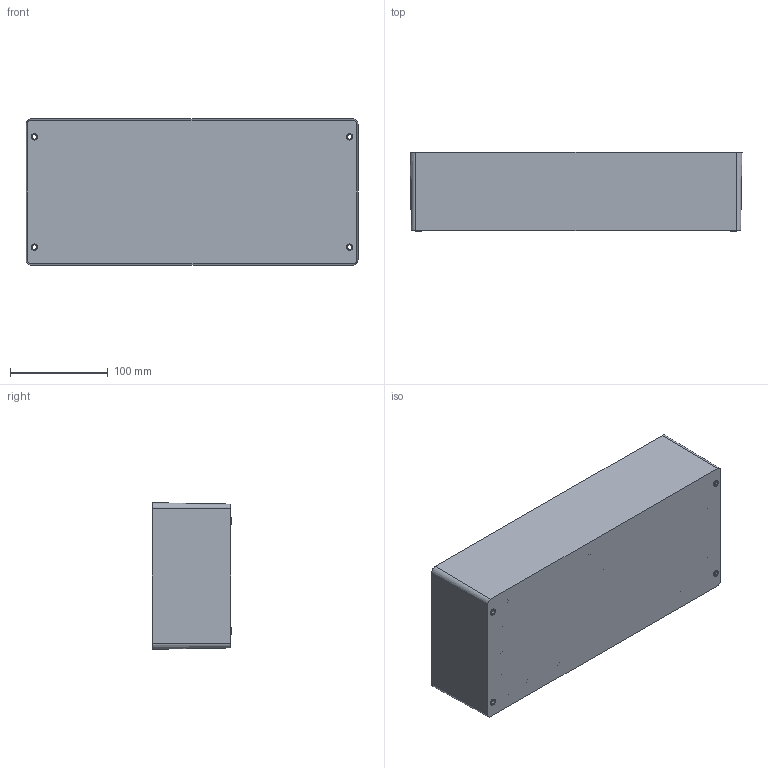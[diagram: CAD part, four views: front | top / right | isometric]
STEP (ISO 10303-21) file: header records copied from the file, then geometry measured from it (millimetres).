
FILE_DESCRIPTION (( 'STEP AP203' ), '1' );
FILE_NAME ('FIBOX_EU153408B.STEP', '2005-08-31T10:01:09', ( ' ' ), ( ' ' ), 'SwSTEP 2.0', 'SolidWorks 2005187', '' );
FILE_SCHEMA (( 'CONFIG_CONTROL_DESIGN' ));
Length unit declared in the file: millimetre
Products named in the file (1): FIBOX_EU153408B
Bounding box: 340.2 x 81 x 150.2 mm (x, y, z)
Volume: 513034.7 mm3; surface area: 267775.8 mm2
Topology: 1 solids, 1 shells, 356 faces, 831 edges, 554 vertices
Faces by surface type: cylinder 176, plane 168, cone 12
Entity records: 10404 total; most frequent: DIRECTION 1921, CARTESIAN_POINT 1742, ORIENTED_EDGE 1662, EDGE_CURVE 831, AXIS2_PLACEMENT_3D 733, VERTEX_POINT 554, VECTOR 455, LINE 455
